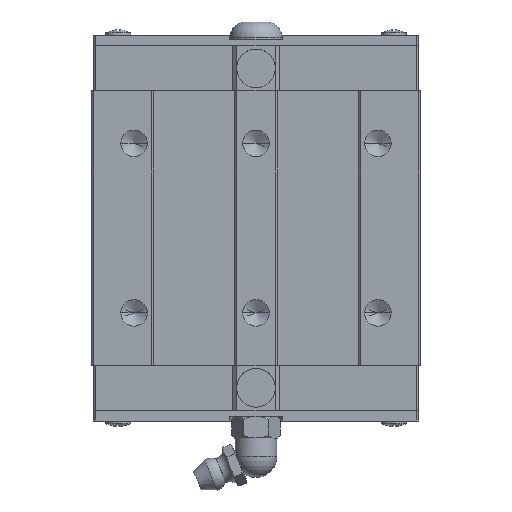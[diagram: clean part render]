
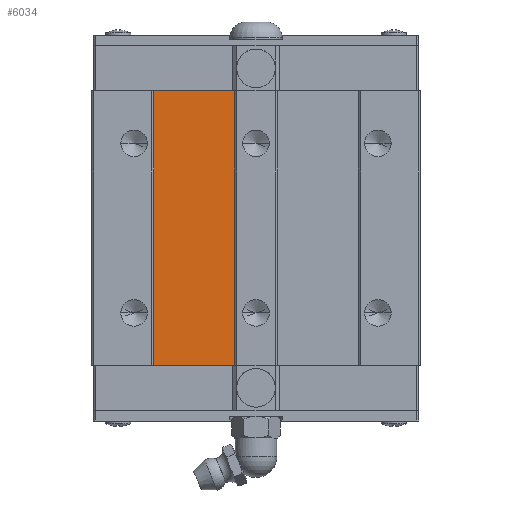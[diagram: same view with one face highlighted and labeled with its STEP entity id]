
A CAD part, top view. The second image highlights one B-rep face of the part: STEP entity #6034.
In plain terms, the highlighted planar face has unit normal (0, 0, 1).
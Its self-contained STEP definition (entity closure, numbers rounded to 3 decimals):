
#4184=VERTEX_POINT('',#11284);
#4792=EDGE_CURVE('',#4184,#8764,#11954,.T.);
#5302=VERTEX_POINT('',#12522);
#5320=VERTEX_POINT('',#12543);
#6034=ADVANCED_FACE('',(#13325),#13326,.F.);
#8330=EDGE_CURVE('',#5320,#5302,#15860,.T.);
#8764=VERTEX_POINT('',#16325);
#9736=EDGE_CURVE('',#5320,#8764,#17395,.T.);
#10478=EDGE_CURVE('',#4184,#5302,#18205,.T.);
#11284=CARTESIAN_POINT('',(-19.25,62.3,26.5));
#11954=LINE('',#20434,#20435);
#12522=CARTESIAN_POINT('',(-4.125,62.3,26.5));
#12543=CARTESIAN_POINT('',(-4.125,10.5,26.5));
#13325=FACE_OUTER_BOUND('',#22439,.T.);
#13326=PLANE('',#22440);
#15860=LINE('',#26335,#26336);
#16325=CARTESIAN_POINT('',(-19.25,10.5,26.5));
#17395=LINE('',#28742,#28743);
#18205=LINE('',#29912,#29913);
#20434=CARTESIAN_POINT('',(-19.25,88.2,26.5));
#20435=VECTOR('',#31601,1.0);
#22439=EDGE_LOOP('',(#33053,#33054,#33055,#33056));
#22440=AXIS2_PLACEMENT_3D('',#33057,#33058,#33059);
#26335=CARTESIAN_POINT('',(-4.125,75.25,26.5));
#26336=VECTOR('',#35932,1.0);
#28742=CARTESIAN_POINT('',(9.625,10.5,26.5));
#28743=VECTOR('',#37568,1.0);
#29912=CARTESIAN_POINT('',(9.625,62.3,26.5));
#29913=VECTOR('',#38368,1.0);
#31601=DIRECTION('',(0.0,-1.0,0.0));
#33053=ORIENTED_EDGE('',*,*,#8330,.T.);
#33054=ORIENTED_EDGE('',*,*,#10478,.F.);
#33055=ORIENTED_EDGE('',*,*,#4792,.T.);
#33056=ORIENTED_EDGE('',*,*,#9736,.F.);
#33057=CARTESIAN_POINT('',(19.25,88.2,26.5));
#33058=DIRECTION('',(0.0,0.0,-1.0));
#33059=DIRECTION('',(1.0,0.0,0.0));
#35932=DIRECTION('',(0.0,1.0,0.0));
#37568=DIRECTION('',(-1.0,-0.0,-0.0));
#38368=DIRECTION('',(1.0,0.0,0.0));
